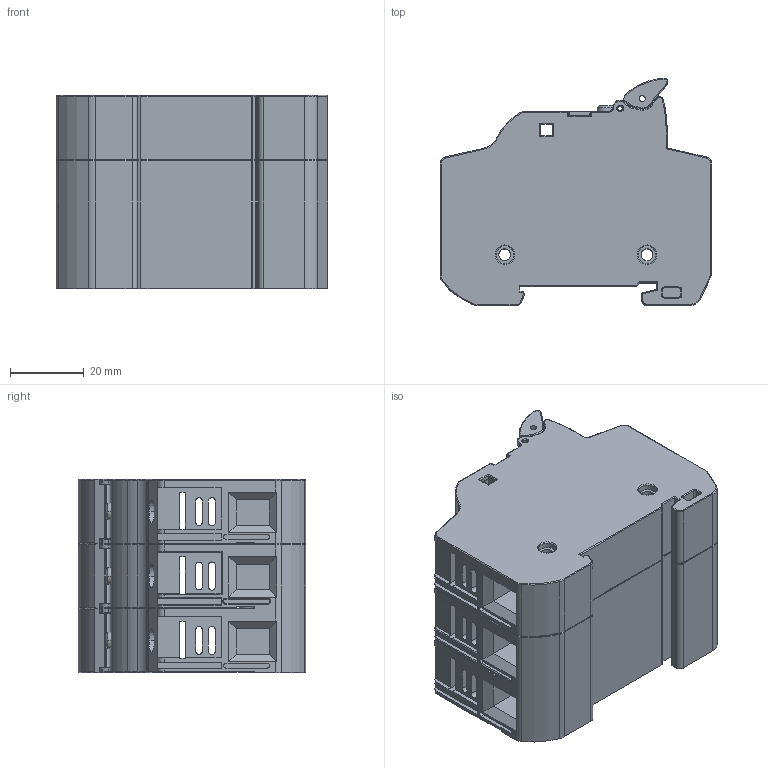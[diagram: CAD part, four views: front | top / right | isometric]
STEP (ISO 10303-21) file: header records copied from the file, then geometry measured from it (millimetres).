
FILE_DESCRIPTION (( 'STEP AP214' ), '1' );
FILE_NAME ('EHCC3DIU.STEP', '2012-06-01T17:47:48', ( '.adc' ), ( '' ), 'SwSTEP 2.0', 'SolidWorks 2011', '' );
FILE_SCHEMA (( 'AUTOMOTIVE_DESIGN' ));
Length unit declared in the file: millimetre
Products named in the file (1): EHCC3DIU
Bounding box: 73.88 x 61.82 x 52.52 mm (x, y, z)
Volume: 158267.3 mm3; surface area: 48387.1 mm2
Topology: 2 solids, 12 shells, 1583 faces, 4125 edges, 2634 vertices
Faces by surface type: plane 751, cylinder 510, torus 206, bspline 78, cone 38
Entity records: 54409 total; most frequent: CARTESIAN_POINT 13645, ORIENTED_EDGE 8250, DIRECTION 8228, EDGE_CURVE 4125, AXIS2_PLACEMENT_3D 2858, VERTEX_POINT 2634, VECTOR 2512, LINE 2512
